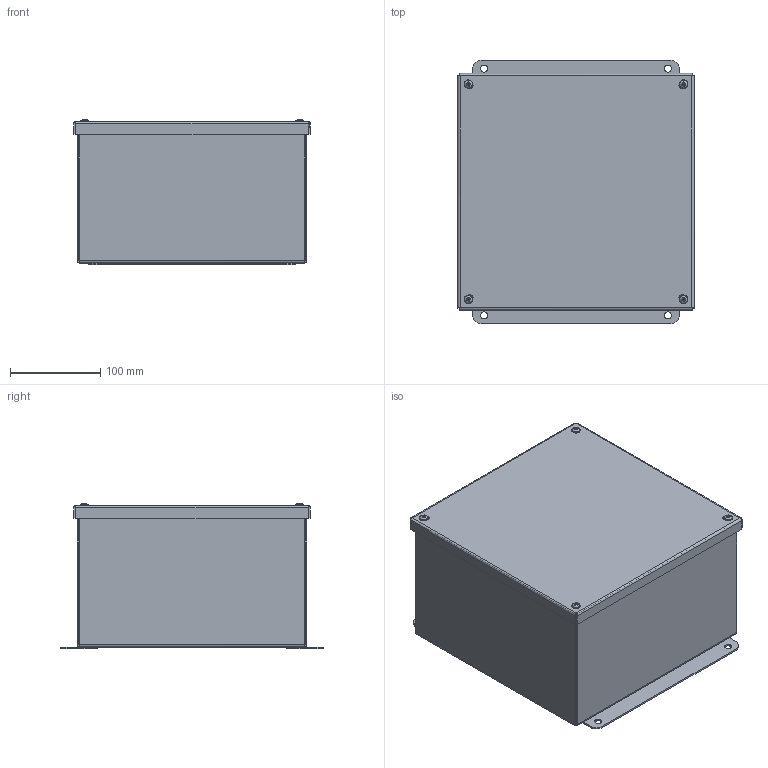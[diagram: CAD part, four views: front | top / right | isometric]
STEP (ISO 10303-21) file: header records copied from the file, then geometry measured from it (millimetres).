
FILE_DESCRIPTION((''),'2;1');
FILE_NAME('B101006SC.iam.stp','2012-02-02T14:37:02',(''),(''),'Autodesk Inventor 2012','Autodesk Inventor 2012','');
FILE_SCHEMA(('AUTOMOTIVE_DESIGN { 1 0 10303 214 1 1 1 1 }'));
Length unit declared in the file: inch
Products named in the file (10): B101006SC; 3484; 34984; B101006SCBKP; 316262; 38811; B1010SCLID; 372163; 39077; 3499
Assembly tree (23 placements, depth 2):
  B101006SC
    3484  x2
    34984  x4
    B101006SCBKP
    316262  x2
    38811
    B1010SCLID
    372163  x4
    39077  x4
    3499  x4
Bounding box: 261.94 x 292.1 x 161.18 mm (x, y, z)
Volume: 692473.6 mm3; surface area: 701528 mm2
Topology: 23 solids, 23 shells, 532 faces, 1300 edges, 831 vertices
Faces by surface type: plane 311, cylinder 102, cone 65, bspline 28, torus 22, sphere 4
Full cylindrical faces by diameter (mm): 3.683 x4, 3.962 x4, 4.826 x5, 4.978 x4, 6.299 x4, 6.35 x1, 7.061 x4, 7.137 x4, 7.62 x4, 7.874 x4, 7.938 x4, 9.474 x4, 10.312 x4, 11.506 x4, 15.875 x4
Entity records: 8770 total; most frequent: CARTESIAN_POINT 2218, DIRECTION 1214, ORIENTED_EDGE 1196, EDGE_CURVE 598, AXIS2_PLACEMENT_3D 407, VECTOR 400, LINE 400, VERTEX_POINT 382
